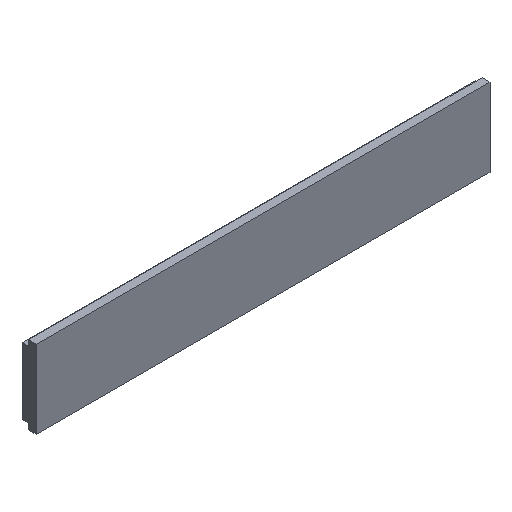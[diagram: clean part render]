
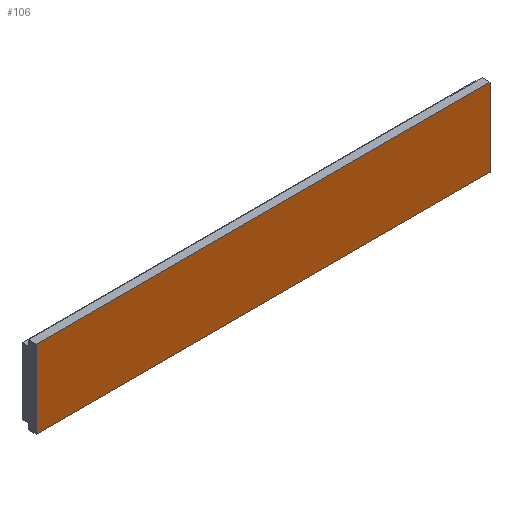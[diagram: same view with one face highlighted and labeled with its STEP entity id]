
A CAD part, isometric view. The second image highlights one B-rep face of the part: STEP entity #106.
In plain terms, the highlighted planar face has unit normal (0, -1, 0).
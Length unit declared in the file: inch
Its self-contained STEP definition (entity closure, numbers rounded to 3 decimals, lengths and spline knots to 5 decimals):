
#15 = CARTESIAN_POINT ( 'NONE',  ( 0., 0., 0. ) ) ;
#34 = VECTOR ( 'NONE', #127, 39.37008 ) ;
#46 = FACE_OUTER_BOUND ( 'NONE', #158, .T. ) ;
#47 = CARTESIAN_POINT ( 'NONE',  ( 8., 0., 0. ) ) ;
#59 = LINE ( 'NONE', #15, #228 ) ;
#60 = EDGE_CURVE ( 'NONE', #185, #146, #93, .T. ) ;
#69 = ORIENTED_EDGE ( 'NONE', *, *, #248, .F. ) ;
#71 = CARTESIAN_POINT ( 'NONE',  ( 0., 0., 0. ) ) ;
#84 = CARTESIAN_POINT ( 'NONE',  ( 0., 0., -1.375 ) ) ;
#85 = CARTESIAN_POINT ( 'NONE',  ( 8., 0., 0. ) ) ;
#93 = LINE ( 'NONE', #47, #34 ) ;
#106 = ADVANCED_FACE ( 'NONE', ( #46 ), #295, .F. ) ;
#113 = DIRECTION ( 'NONE',  ( 0., 0., -1. ) ) ;
#117 = DIRECTION ( 'NONE',  ( -1., 0., 0. ) ) ;
#119 = ORIENTED_EDGE ( 'NONE', *, *, #247, .T. ) ;
#127 = DIRECTION ( 'NONE',  ( -1., 0., 0. ) ) ;
#142 = CARTESIAN_POINT ( 'NONE',  ( 8., 0., -1.375 ) ) ;
#145 = ORIENTED_EDGE ( 'NONE', *, *, #60, .T. ) ;
#146 = VERTEX_POINT ( 'NONE', #71 ) ;
#148 = VERTEX_POINT ( 'NONE', #84 ) ;
#158 = EDGE_LOOP ( 'NONE', ( #119, #197, #69, #145 ) ) ;
#167 = DIRECTION ( 'NONE',  ( 0., 0., -1. ) ) ;
#185 = VERTEX_POINT ( 'NONE', #334 ) ;
#197 = ORIENTED_EDGE ( 'NONE', *, *, #207, .F. ) ;
#198 = LINE ( 'NONE', #85, #277 ) ;
#207 = EDGE_CURVE ( 'NONE', #218, #148, #338, .T. ) ;
#218 = VERTEX_POINT ( 'NONE', #142 ) ;
#226 = CARTESIAN_POINT ( 'NONE',  ( 8., 0., -1.375 ) ) ;
#228 = VECTOR ( 'NONE', #167, 39.37008 ) ;
#247 = EDGE_CURVE ( 'NONE', #146, #148, #59, .T. ) ;
#248 = EDGE_CURVE ( 'NONE', #185, #218, #198, .T. ) ;
#258 = VECTOR ( 'NONE', #117, 39.37008 ) ;
#265 = DIRECTION ( 'NONE',  ( 0., 0., 1. ) ) ;
#267 = DIRECTION ( 'NONE',  ( 0., 1., 0. ) ) ;
#277 = VECTOR ( 'NONE', #113, 39.37008 ) ;
#285 = CARTESIAN_POINT ( 'NONE',  ( 8., 0., 0. ) ) ;
#295 = PLANE ( 'NONE',  #329 ) ;
#329 = AXIS2_PLACEMENT_3D ( 'NONE', #285, #267, #265 ) ;
#334 = CARTESIAN_POINT ( 'NONE',  ( 8., 0., 0. ) ) ;
#338 = LINE ( 'NONE', #226, #258 ) ;
